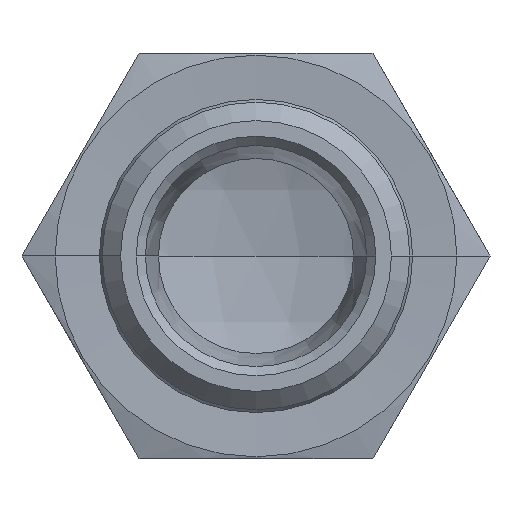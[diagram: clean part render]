
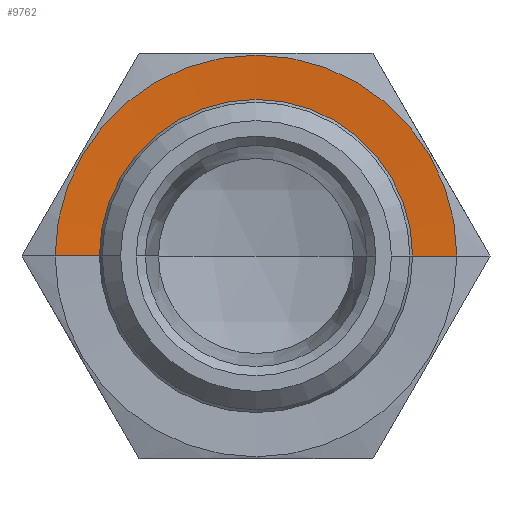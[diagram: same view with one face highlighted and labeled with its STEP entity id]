
A CAD part, front view. The second image highlights one B-rep face of the part: STEP entity #9762.
In plain terms, the highlighted conical face has half-angle 87 degrees and reference radius 8.5 mm.
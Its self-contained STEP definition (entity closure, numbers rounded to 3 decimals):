
#775 = CARTESIAN_POINT ( 'NONE',  ( 8.5, 0.126, 0. ) ) ;
#982 = ORIENTED_EDGE ( 'NONE', *, *, #31244, .T. ) ;
#1476 = DIRECTION ( 'NONE',  ( -1., 0., 0. ) ) ;
#2985 = CARTESIAN_POINT ( 'NONE',  ( 0., 0.126, 0. ) ) ;
#3644 = VERTEX_POINT ( 'NONE', #31175 ) ;
#4163 = VECTOR ( 'NONE', #11838, 1000. ) ;
#5663 = DIRECTION ( 'NONE',  ( 1., 0., 0. ) ) ;
#6037 = CARTESIAN_POINT ( 'NONE',  ( -8.5, 0.126, 0. ) ) ;
#6490 = EDGE_CURVE ( 'NONE', #7797, #18235, #12464, .T. ) ;
#7797 = VERTEX_POINT ( 'NONE', #6037 ) ;
#8003 = CARTESIAN_POINT ( 'NONE',  ( -10.9, 0., 0. ) ) ;
#8959 = CARTESIAN_POINT ( 'NONE',  ( 0., 0., 0. ) ) ;
#9762 = ADVANCED_FACE ( 'NONE', ( #23971 ), #21500, .F. ) ;
#9867 = ORIENTED_EDGE ( 'NONE', *, *, #6490, .T. ) ;
#11070 = AXIS2_PLACEMENT_3D ( 'NONE', #2985, #21599, #5663 ) ;
#11613 = DIRECTION ( 'NONE',  ( 1., 0., 0. ) ) ;
#11838 = DIRECTION ( 'NONE',  ( 0.999, -0.052, 0. ) ) ;
#12464 = CIRCLE ( 'NONE', #11070, 8.5 ) ;
#14080 = CIRCLE ( 'NONE', #16615, 10.9 ) ;
#15795 = AXIS2_PLACEMENT_3D ( 'NONE', #27958, #17399, #1476 ) ;
#15928 = LINE ( 'NONE', #31282, #22188 ) ;
#16615 = AXIS2_PLACEMENT_3D ( 'NONE', #8959, #27508, #11613 ) ;
#17399 = DIRECTION ( 'NONE',  ( 0., -1., 0. ) ) ;
#18235 = VERTEX_POINT ( 'NONE', #775 ) ;
#18307 = LINE ( 'NONE', #30490, #4163 ) ;
#18353 = EDGE_CURVE ( 'NONE', #7797, #29898, #15928, .T. ) ;
#21500 = CONICAL_SURFACE ( 'NONE', #15795, 8.5, 1.518 ) ;
#21599 = DIRECTION ( 'NONE',  ( 0., 1., 0. ) ) ;
#22188 = VECTOR ( 'NONE', #25972, 1000. ) ;
#23398 = EDGE_LOOP ( 'NONE', ( #9867, #982, #24252, #26621 ) ) ;
#23971 = FACE_OUTER_BOUND ( 'NONE', #23398, .T. ) ;
#24252 = ORIENTED_EDGE ( 'NONE', *, *, #33277, .F. ) ;
#25972 = DIRECTION ( 'NONE',  ( -0.999, -0.052, 0. ) ) ;
#26621 = ORIENTED_EDGE ( 'NONE', *, *, #18353, .F. ) ;
#27508 = DIRECTION ( 'NONE',  ( 0., 1., 0. ) ) ;
#27958 = CARTESIAN_POINT ( 'NONE',  ( 0., 0.126, 0. ) ) ;
#29898 = VERTEX_POINT ( 'NONE', #8003 ) ;
#30490 = CARTESIAN_POINT ( 'NONE',  ( 8.5, 0.126, 0. ) ) ;
#31175 = CARTESIAN_POINT ( 'NONE',  ( 10.9, 0., 0. ) ) ;
#31244 = EDGE_CURVE ( 'NONE', #18235, #3644, #18307, .T. ) ;
#31282 = CARTESIAN_POINT ( 'NONE',  ( -8.5, 0.126, 0. ) ) ;
#33277 = EDGE_CURVE ( 'NONE', #29898, #3644, #14080, .T. ) ;
